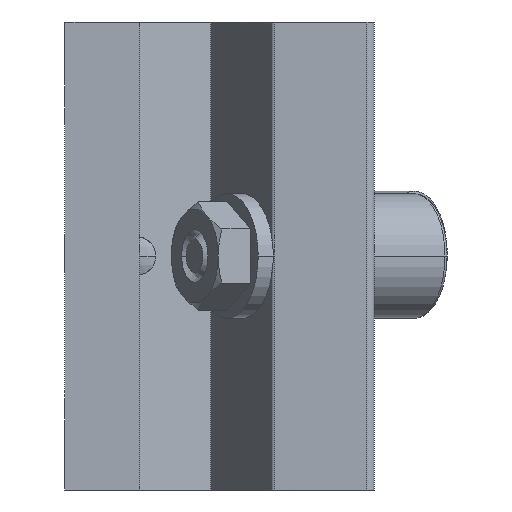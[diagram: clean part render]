
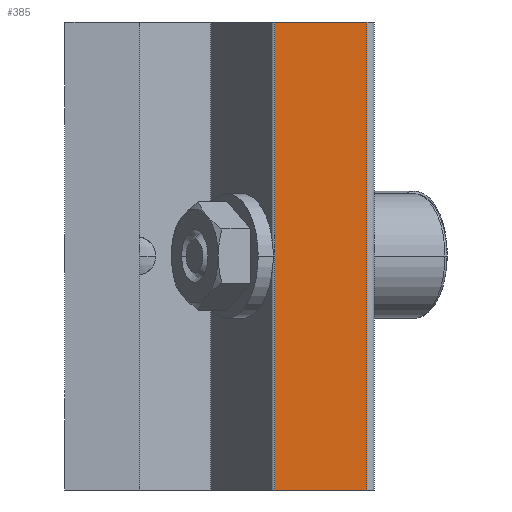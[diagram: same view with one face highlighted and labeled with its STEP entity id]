
A CAD part, left-side view. The second image highlights one B-rep face of the part: STEP entity #385.
In plain terms, the highlighted planar face has unit normal (-1, 0, 0).
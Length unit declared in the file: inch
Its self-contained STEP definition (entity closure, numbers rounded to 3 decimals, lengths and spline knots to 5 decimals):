
#13 = FACE_OUTER_BOUND ( 'NONE', #9328, .T. ) ;
#385 = ADVANCED_FACE ( 'NONE', ( #13 ), #3653, .F. ) ;
#1015 = DIRECTION ( 'NONE',  ( 0., 1., 0. ) ) ;
#1405 = CARTESIAN_POINT ( 'NONE',  ( -1.0625, -0.273, -0.9375 ) ) ;
#1803 = VECTOR ( 'NONE', #5340, 39.37008 ) ;
#1977 = CARTESIAN_POINT ( 'NONE',  ( -1.0625, -0.273, -0.9375 ) ) ;
#2411 = CARTESIAN_POINT ( 'NONE',  ( -1.0625, -0.273, 0.9375 ) ) ;
#2607 = CARTESIAN_POINT ( 'NONE',  ( -1.0625, 0.09671, -0.9375 ) ) ;
#2894 = VECTOR ( 'NONE', #10146, 39.37008 ) ;
#3084 = VECTOR ( 'NONE', #7725, 39.37008 ) ;
#3511 = ORIENTED_EDGE ( 'NONE', *, *, #7296, .F. ) ;
#3653 = PLANE ( 'NONE',  #9674 ) ;
#3988 = CARTESIAN_POINT ( 'NONE',  ( -1.0625, 0.09671, -0.9375 ) ) ;
#4548 = DIRECTION ( 'NONE',  ( 0., 0., 1. ) ) ;
#4727 = ORIENTED_EDGE ( 'NONE', *, *, #8154, .T. ) ;
#4739 = CARTESIAN_POINT ( 'NONE',  ( -1.0625, 0.09671, -0.9375 ) ) ;
#5287 = VERTEX_POINT ( 'NONE', #8580 ) ;
#5340 = DIRECTION ( 'NONE',  ( 0., -1., 0. ) ) ;
#5743 = LINE ( 'NONE', #4739, #3084 ) ;
#7023 = LINE ( 'NONE', #2607, #1803 ) ;
#7296 = EDGE_CURVE ( 'NONE', #5287, #10417, #9750, .T. ) ;
#7470 = DIRECTION ( 'NONE',  ( 1., 0., 0. ) ) ;
#7548 = VERTEX_POINT ( 'NONE', #3988 ) ;
#7725 = DIRECTION ( 'NONE',  ( 0., 0., 1. ) ) ;
#7802 = EDGE_CURVE ( 'NONE', #7548, #5287, #5743, .T. ) ;
#8154 = EDGE_CURVE ( 'NONE', #9920, #10417, #10236, .T. ) ;
#8580 = CARTESIAN_POINT ( 'NONE',  ( -1.0625, 0.09671, 0.9375 ) ) ;
#9209 = CARTESIAN_POINT ( 'NONE',  ( -1.0625, -0.113, 4.9375 ) ) ;
#9328 = EDGE_LOOP ( 'NONE', ( #3511, #10974, #11439, #4727 ) ) ;
#9394 = VECTOR ( 'NONE', #4548, 39.37008 ) ;
#9674 = AXIS2_PLACEMENT_3D ( 'NONE', #9209, #7470, #1015 ) ;
#9750 = LINE ( 'NONE', #11553, #2894 ) ;
#9920 = VERTEX_POINT ( 'NONE', #1405 ) ;
#10146 = DIRECTION ( 'NONE',  ( 0., -1., 0. ) ) ;
#10236 = LINE ( 'NONE', #1977, #9394 ) ;
#10417 = VERTEX_POINT ( 'NONE', #2411 ) ;
#10974 = ORIENTED_EDGE ( 'NONE', *, *, #7802, .F. ) ;
#11439 = ORIENTED_EDGE ( 'NONE', *, *, #11606, .T. ) ;
#11553 = CARTESIAN_POINT ( 'NONE',  ( -1.0625, 0.09671, 0.9375 ) ) ;
#11606 = EDGE_CURVE ( 'NONE', #7548, #9920, #7023, .T. ) ;
